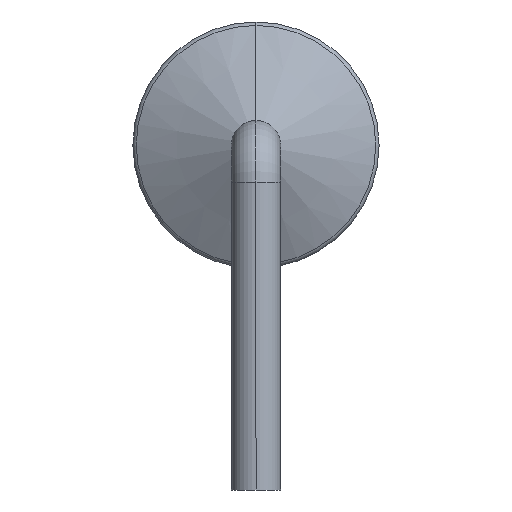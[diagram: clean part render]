
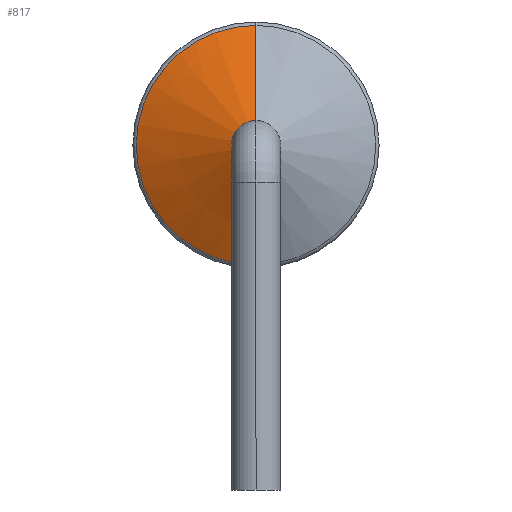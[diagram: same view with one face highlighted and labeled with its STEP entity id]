
A CAD part, left-side view. The second image highlights one B-rep face of the part: STEP entity #817.
In plain terms, the highlighted conical face has half-angle 63.435 degrees and reference radius 1 mm.
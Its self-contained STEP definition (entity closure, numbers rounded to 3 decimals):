
#776=CARTESIAN_POINT('',(-4.1,0.,2.));
#777=DIRECTION('',(1.0,0.0,0.));
#778=DIRECTION('',(0.0,0.0,1.0));
#779=AXIS2_PLACEMENT_3D('',#776,#777,#778);
#780=CONICAL_SURFACE('',#779,1.0,63.435);
#781=CARTESIAN_POINT('',(-4.6,0.,2.));
#782=VERTEX_POINT('',#781);
#783=CARTESIAN_POINT('',(-3.628,0.,0.055));
#784=VERTEX_POINT('',#783);
#785=CARTESIAN_POINT('',(-4.6,0.,2.));
#786=DIRECTION('',(0.447,0.,-0.894));
#787=VECTOR('',#786,2.174);
#788=LINE('',#785,#787);
#789=EDGE_CURVE('',#782,#784,#788,.T.);
#790=ORIENTED_EDGE('',*,*,#789,.F.);
#791=CARTESIAN_POINT('',(-3.628,0.,3.945));
#792=VERTEX_POINT('',#791);
#793=CARTESIAN_POINT('',(-3.628,0.,3.945));
#794=DIRECTION('',(-0.447,0.,-0.894));
#795=VECTOR('',#794,2.174);
#796=LINE('',#793,#795);
#797=EDGE_CURVE('',#792,#782,#796,.T.);
#798=ORIENTED_EDGE('',*,*,#797,.F.);
#799=CARTESIAN_POINT('',(-3.628,1.945,2.));
#800=VERTEX_POINT('',#799);
#801=CARTESIAN_POINT('',(-3.628,0.,2.));
#802=DIRECTION('',(1.0,0.0,0.0));
#803=DIRECTION('',(0.0,-1.0,0.0));
#804=AXIS2_PLACEMENT_3D('',#801,#802,#803);
#805=CIRCLE('',#804,1.945);
#806=EDGE_CURVE('',#800,#792,#805,.T.);
#807=ORIENTED_EDGE('',*,*,#806,.F.);
#808=CARTESIAN_POINT('',(-3.628,0.,2.));
#809=DIRECTION('',(1.0,0.0,0.0));
#810=DIRECTION('',(0.0,-1.0,0.0));
#811=AXIS2_PLACEMENT_3D('',#808,#809,#810);
#812=CIRCLE('',#811,1.945);
#813=EDGE_CURVE('',#784,#800,#812,.T.);
#814=ORIENTED_EDGE('',*,*,#813,.F.);
#815=EDGE_LOOP('',(#790,#798,#807,#814));
#816=FACE_OUTER_BOUND('',#815,.T.);
#817=ADVANCED_FACE('',(#816),#780,.T.);
